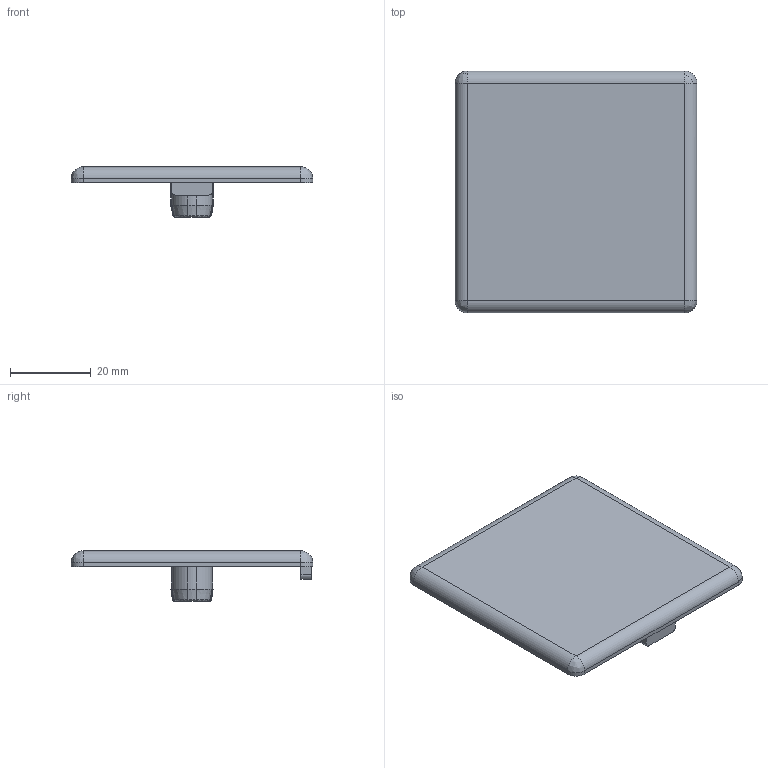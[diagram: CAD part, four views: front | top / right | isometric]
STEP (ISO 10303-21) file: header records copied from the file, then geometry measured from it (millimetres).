
FILE_DESCRIPTION (( 'STEP AP203' ), '1' );
FILE_NAME ('411511874.STEP', '2022-08-27T15:38:55', ( '' ), ( '' ), 'SwSTEP 2.0', 'SolidWorks 2014', '' );
FILE_SCHEMA (( 'CONFIG_CONTROL_DESIGN' ));
Length unit declared in the file: millimetre
Products named in the file (1): 411511874
Bounding box: 60 x 60 x 12.5 mm (x, y, z)
Volume: 11427.4 mm3; surface area: 8606 mm2
Topology: 1 solids, 1 shells, 95 faces, 243 edges, 149 vertices
Faces by surface type: cylinder 33, bspline 28, plane 25, cone 9
Entity records: 3595 total; most frequent: CARTESIAN_POINT 1460, ORIENTED_EDGE 478, DIRECTION 372, EDGE_CURVE 239, VERTEX_POINT 149, AXIS2_PLACEMENT_3D 139, EDGE_LOOP 98, FACE_OUTER_BOUND 95
